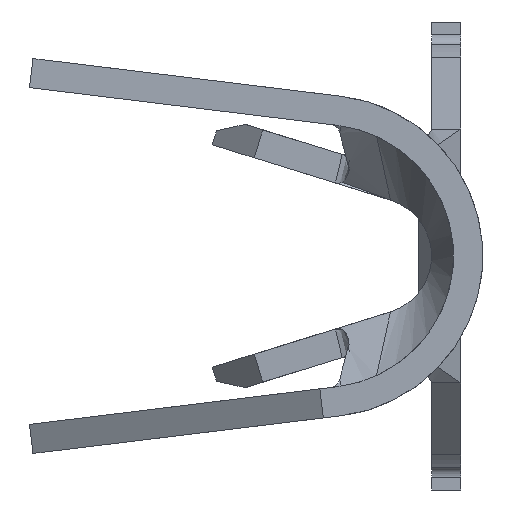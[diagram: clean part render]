
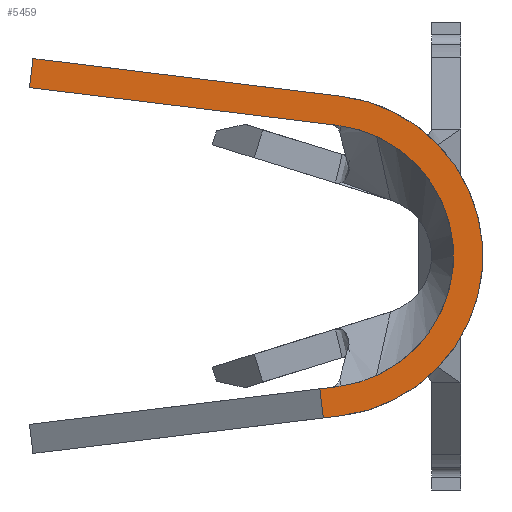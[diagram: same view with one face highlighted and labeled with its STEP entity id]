
A CAD part, left-side view. The second image highlights one B-rep face of the part: STEP entity #5459.
In plain terms, the highlighted planar face has unit normal (-1, 0, 0).
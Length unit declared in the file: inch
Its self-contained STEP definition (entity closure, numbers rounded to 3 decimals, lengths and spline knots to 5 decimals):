
#283 = CARTESIAN_POINT ( 'NONE',  ( -0.535, 0.08164, -0.10919 ) ) ;
#364 = CARTESIAN_POINT ( 'NONE',  ( -0.535, 0.09648, -0.09085 ) ) ;
#398 = DIRECTION ( 'NONE',  ( 0., 0., 1. ) ) ;
#408 = DIRECTION ( 'NONE',  ( -1., 0., 0. ) ) ;
#421 = CARTESIAN_POINT ( 'NONE',  ( -0.535, 0.095, 0. ) ) ;
#426 = CARTESIAN_POINT ( 'NONE',  ( -0.535, 0.295, 0.11515 ) ) ;
#589 = EDGE_CURVE ( 'NONE', #1900, #2387, #2635, .T. ) ;
#822 = LINE ( 'NONE', #283, #3676 ) ;
#952 = DIRECTION ( 'NONE',  ( 0., -0.993, -0.121 ) ) ;
#978 = LINE ( 'NONE', #4258, #3734 ) ;
#1146 = ORIENTED_EDGE ( 'NONE', *, *, #589, .T. ) ;
#1155 = DIRECTION ( 'NONE',  ( 0., 0.993, 0.121 ) ) ;
#1198 = VECTOR ( 'NONE', #4831, 39.37008 ) ;
#1246 = FACE_OUTER_BOUND ( 'NONE', #2390, .T. ) ;
#1326 = LINE ( 'NONE', #2774, #6614 ) ;
#1510 = CARTESIAN_POINT ( 'NONE',  ( -0.535, 0.08407, 0.08933 ) ) ;
#1755 = LINE ( 'NONE', #426, #5545 ) ;
#1900 = VERTEX_POINT ( 'NONE', #364 ) ;
#1974 = CARTESIAN_POINT ( 'NONE',  ( -0.535, 0.09405, -0.1107 ) ) ;
#1985 = ORIENTED_EDGE ( 'NONE', *, *, #3432, .T. ) ;
#2041 = AXIS2_PLACEMENT_3D ( 'NONE', #421, #408, #398 ) ;
#2120 = PLANE ( 'NONE',  #6523 ) ;
#2237 = CARTESIAN_POINT ( 'NONE',  ( -0.535, 0.08164, -0.10919 ) ) ;
#2250 = CARTESIAN_POINT ( 'NONE',  ( -0.535, 0.08407, -0.08933 ) ) ;
#2281 = ORIENTED_EDGE ( 'NONE', *, *, #2558, .T. ) ;
#2321 = CARTESIAN_POINT ( 'NONE',  ( -0.535, 0.095, 0. ) ) ;
#2387 = VERTEX_POINT ( 'NONE', #1974 ) ;
#2390 = EDGE_LOOP ( 'NONE', ( #1146, #6062, #2281, #4124, #3321, #5492, #1985, #4653 ) ) ;
#2558 = EDGE_CURVE ( 'NONE', #6283, #6439, #6028, .T. ) ;
#2623 = CARTESIAN_POINT ( 'NONE',  ( -0.535, 0.08407, 0.08933 ) ) ;
#2635 = LINE ( 'NONE', #4861, #1198 ) ;
#2696 = DIRECTION ( 'NONE',  ( 0., 0., 1. ) ) ;
#2774 = CARTESIAN_POINT ( 'NONE',  ( -0.535, 0.08164, 0.10919 ) ) ;
#2879 = DIRECTION ( 'NONE',  ( 0., 0., 1. ) ) ;
#3106 = EDGE_CURVE ( 'NONE', #2387, #6283, #822, .T. ) ;
#3119 = EDGE_CURVE ( 'NONE', #5334, #6587, #3524, .T. ) ;
#3201 = EDGE_CURVE ( 'NONE', #6593, #5334, #1755, .T. ) ;
#3321 = ORIENTED_EDGE ( 'NONE', *, *, #3201, .T. ) ;
#3343 = VERTEX_POINT ( 'NONE', #2250 ) ;
#3432 = EDGE_CURVE ( 'NONE', #6587, #3343, #6105, .T. ) ;
#3524 = LINE ( 'NONE', #1510, #6018 ) ;
#3542 = DIRECTION ( 'NONE',  ( 0., -0.993, 0.121 ) ) ;
#3676 = VECTOR ( 'NONE', #3542, 39.37008 ) ;
#3697 = DIRECTION ( 'NONE',  ( 0., 0.121, -0.993 ) ) ;
#3734 = VECTOR ( 'NONE', #6738, 39.37008 ) ;
#4124 = ORIENTED_EDGE ( 'NONE', *, *, #4838, .T. ) ;
#4258 = CARTESIAN_POINT ( 'NONE',  ( -0.535, 0.08407, -0.08933 ) ) ;
#4597 = AXIS2_PLACEMENT_3D ( 'NONE', #2321, #5896, #2879 ) ;
#4653 = ORIENTED_EDGE ( 'NONE', *, *, #5186, .T. ) ;
#4724 = CARTESIAN_POINT ( 'NONE',  ( -0.535, 0.095, 0. ) ) ;
#4831 = DIRECTION ( 'NONE',  ( 0., -0.121, -0.993 ) ) ;
#4838 = EDGE_CURVE ( 'NONE', #6439, #6593, #1326, .T. ) ;
#4861 = CARTESIAN_POINT ( 'NONE',  ( -0.535, 0.09648, -0.09085 ) ) ;
#5186 = EDGE_CURVE ( 'NONE', #3343, #1900, #978, .T. ) ;
#5334 = VERTEX_POINT ( 'NONE', #5585 ) ;
#5459 = ADVANCED_FACE ( 'NONE', ( #1246 ), #2120, .T. ) ;
#5492 = ORIENTED_EDGE ( 'NONE', *, *, #3119, .T. ) ;
#5545 = VECTOR ( 'NONE', #3697, 39.37008 ) ;
#5585 = CARTESIAN_POINT ( 'NONE',  ( -0.535, 0.295, 0.11515 ) ) ;
#5724 = DIRECTION ( 'NONE',  ( -1., 0., 0. ) ) ;
#5896 = DIRECTION ( 'NONE',  ( 1., 0., 0. ) ) ;
#5992 = CARTESIAN_POINT ( 'NONE',  ( -0.535, 0.08164, 0.10919 ) ) ;
#6018 = VECTOR ( 'NONE', #952, 39.37008 ) ;
#6028 = CIRCLE ( 'NONE', #2041, 0.11 ) ;
#6062 = ORIENTED_EDGE ( 'NONE', *, *, #3106, .T. ) ;
#6105 = CIRCLE ( 'NONE', #4597, 0.09 ) ;
#6283 = VERTEX_POINT ( 'NONE', #2237 ) ;
#6439 = VERTEX_POINT ( 'NONE', #5992 ) ;
#6523 = AXIS2_PLACEMENT_3D ( 'NONE', #4724, #5724, #2696 ) ;
#6587 = VERTEX_POINT ( 'NONE', #2623 ) ;
#6593 = VERTEX_POINT ( 'NONE', #6658 ) ;
#6614 = VECTOR ( 'NONE', #1155, 39.37008 ) ;
#6658 = CARTESIAN_POINT ( 'NONE',  ( -0.535, 0.29257, 0.135 ) ) ;
#6738 = DIRECTION ( 'NONE',  ( 0., 0.993, -0.121 ) ) ;
